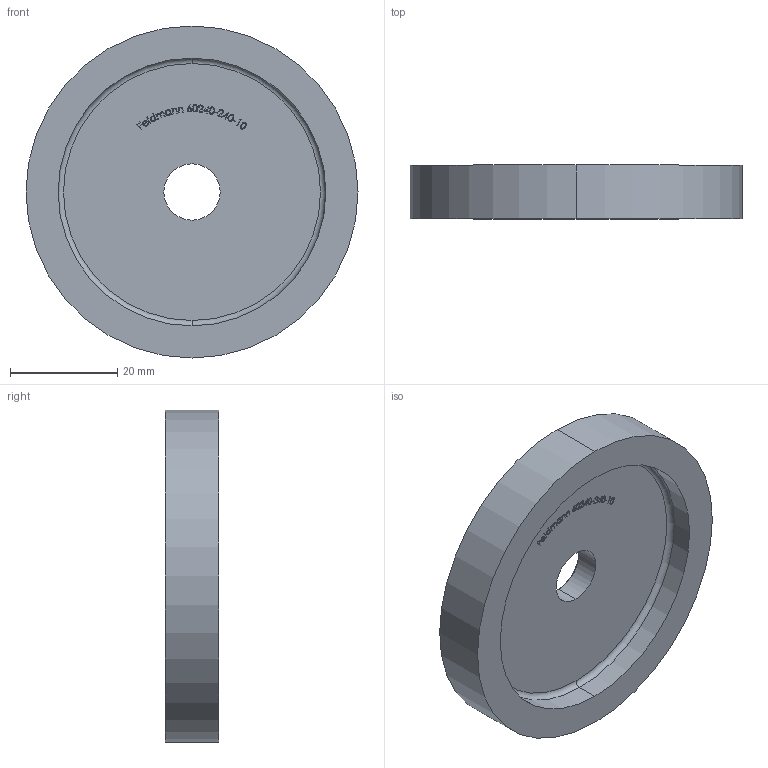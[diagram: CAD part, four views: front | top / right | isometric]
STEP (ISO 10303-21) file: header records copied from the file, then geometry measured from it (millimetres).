
FILE_DESCRIPTION (( 'STEP AP203' ), '1' );
FILE_NAME ('60240-240-10.step', '2020-10-27T12:54:29', ( '' ), ( '' ), 'SwSTEP 2.0', 'SolidWorks 2018', '' );
FILE_SCHEMA (( 'CONFIG_CONTROL_DESIGN' ));
Length unit declared in the file: millimetre
Products named in the file (2): 60240-240-10
Bounding box: 62 x 10 x 62 mm (x, y, z)
Volume: 19968.8 mm3; surface area: 8696.8 mm2
Topology: 1 solids, 1 shells, 257 faces, 668 edges, 444 vertices
Faces by surface type: plane 142, bspline 105, cylinder 6, torus 2, cone 2
Entity records: 14365 total; most frequent: CARTESIAN_POINT 8604, ORIENTED_EDGE 1336, DIRECTION 784, EDGE_CURVE 668, VERTEX_POINT 444, VECTOR 440, LINE 440, EDGE_LOOP 290
